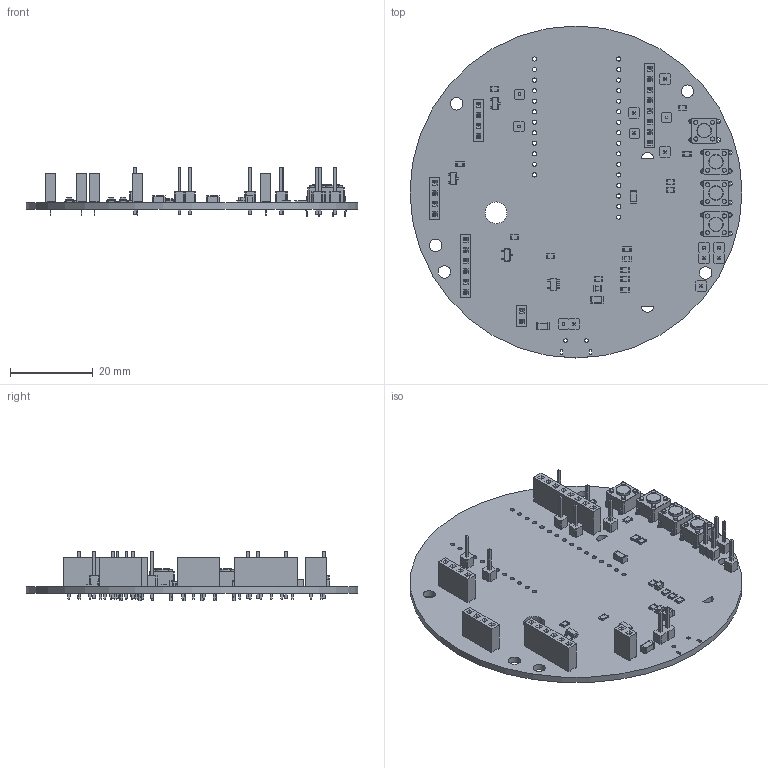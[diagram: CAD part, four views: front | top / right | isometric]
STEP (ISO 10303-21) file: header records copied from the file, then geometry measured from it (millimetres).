
FILE_DESCRIPTION(('KiCad electronic assembly'),'2;1');
FILE_NAME('Fragrance.step','2024-10-25T13:08:20',('Pcbnew'),('Kicad'), 'Open CASCADE STEP processor 7.8','KiCad to STEP converter','Unknown' );
FILE_SCHEMA(('AUTOMOTIVE_DESIGN { 1 0 10303 214 1 1 1 1 }'));
Length unit declared in the file: millimetre
Products named in the file (26): Fragrance 1; R_0805_2012Metric; C_1206_3216Metric; PinHeader_1x02_P2.54mm_Vertical; PinHeader_1x02_P254mm_Vertical; PinHeader_1x01_P2.54mm_Vertical; PinHeader_1x01_P254mm_Vertical; SW_PUSH_6mm_H4.3mm; SW_PUSH_6mm_h4.3mm; TSOT-23-5; TSOT_23_5; PinSocket_1x08_P2.54mm_Vertical; PinSocket_1x08_P254mm_Vertical; C_0805_2012Metric; PinSocket_1x04_P2.54mm_Vertical; PinSocket_1x04_P254mm_Vertical; SOT-23; SOT_23; PinSocket_1x02_P2.54mm_Vertical; PinSocket_1x02_P254mm_Vertical; PinSocket_1x06_P2.54mm_Vertical; PinSocket_1x06_P254mm_Vertical; Fragrance_PCB
Assembly tree (55 placements, depth 3):
  Fragrance 1
    R_0805_2012Metric  x13
      R_0805_2012Metric
    C_1206_3216Metric  x3
      C_1206_3216Metric
    PinHeader_1x02_P2.54mm_Vertical  x3
      PinHeader_1x02_P254mm_Vertical
    PinHeader_1x01_P2.54mm_Vertical  x8
      PinHeader_1x01_P254mm_Vertical
    SW_PUSH_6mm_H4.3mm  x4
      SW_PUSH_6mm_h4.3mm
    TSOT-23-5
      TSOT_23_5
    PinSocket_1x08_P2.54mm_Vertical
      PinSocket_1x08_P254mm_Vertical
    C_0805_2012Metric  x2
      C_0805_2012Metric
    PinSocket_1x04_P2.54mm_Vertical  x2
      PinSocket_1x04_P254mm_Vertical
    SOT-23  x3
      SOT_23
    PinSocket_1x02_P2.54mm_Vertical
      PinSocket_1x02_P254mm_Vertical
    PinSocket_1x06_P2.54mm_Vertical
      PinSocket_1x06_P254mm_Vertical
    Fragrance_PCB
Bounding box: 80 x 80 x 12.04 mm (x, y, z)
Volume: 9749.8 mm3; surface area: 14504.6 mm2
Topology: 43 solids, 43 shells, 2514 faces, 6396 edges, 4098 vertices
Faces by surface type: plane 1919, cylinder 481, bspline 110, torus 4
Full cylindrical faces by diameter (mm): 0.85 x2, 1 x82, 1.1 x16, 3 x5, 3.5 x4, 5.22 x1, 80 x1
Entity records: 45146 total; most frequent: CARTESIAN_POINT 6663, ORIENTED_EDGE 6274, DIRECTION 5909, EDGE_CURVE 3137, LINE 2671, VECTOR 2671, VERTEX_POINT 2021, AXIS2_PLACEMENT_3D 1619
